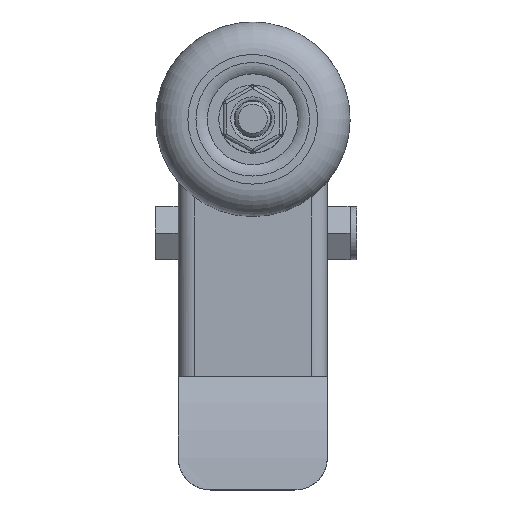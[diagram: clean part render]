
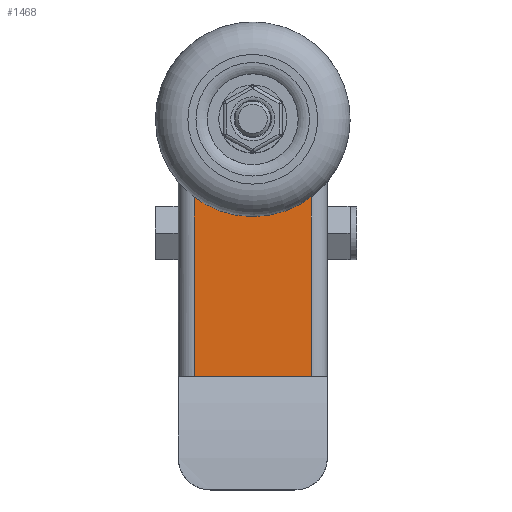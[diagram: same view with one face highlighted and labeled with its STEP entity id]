
A CAD part, top view. The second image highlights one B-rep face of the part: STEP entity #1468.
In plain terms, the highlighted planar face has unit normal (0, 0, 1).
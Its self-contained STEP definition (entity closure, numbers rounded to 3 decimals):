
#1355=CARTESIAN_POINT('',(18.,-79.261,-4.));
#1356=VERTEX_POINT('',#1355);
#1364=CARTESIAN_POINT('',(-18.,-79.261,-4.));
#1365=VERTEX_POINT('',#1364);
#1366=CARTESIAN_POINT('',(-18.,-79.261,-4.));
#1367=DIRECTION('',(1.0,0.0,0.0));
#1368=VECTOR('',#1367,36.);
#1369=LINE('',#1366,#1368);
#1370=EDGE_CURVE('',#1365,#1356,#1369,.T.);
#1437=CARTESIAN_POINT('',(0.0,-15.,-4.));
#1438=DIRECTION('',(0.0,0.0,1.0));
#1439=DIRECTION('',(0.0,-1.0,0.0));
#1440=AXIS2_PLACEMENT_3D('',#1437,#1438,#1439);
#1441=PLANE('',#1440);
#1442=CARTESIAN_POINT('',(18.,-21.448,-4.));
#1443=VERTEX_POINT('',#1442);
#1444=CARTESIAN_POINT('',(18.,-21.448,-4.));
#1445=DIRECTION('',(0.0,-1.0,0.0));
#1446=VECTOR('',#1445,57.814);
#1447=LINE('',#1444,#1446);
#1448=EDGE_CURVE('',#1443,#1356,#1447,.T.);
#1449=ORIENTED_EDGE('',*,*,#1448,.F.);
#1450=CARTESIAN_POINT('',(-18.,-21.448,-4.));
#1451=VERTEX_POINT('',#1450);
#1452=CARTESIAN_POINT('',(0.0,0.,-4.));
#1453=DIRECTION('',(0.0,0.0,1.0));
#1454=DIRECTION('',(1.0,0.0,0.0));
#1455=AXIS2_PLACEMENT_3D('',#1452,#1453,#1454);
#1456=CIRCLE('',#1455,28.);
#1457=EDGE_CURVE('',#1451,#1443,#1456,.T.);
#1458=ORIENTED_EDGE('',*,*,#1457,.F.);
#1459=CARTESIAN_POINT('',(-18.,-79.261,-4.));
#1460=DIRECTION('',(0.0,1.0,0.0));
#1461=VECTOR('',#1460,57.814);
#1462=LINE('',#1459,#1461);
#1463=EDGE_CURVE('',#1365,#1451,#1462,.T.);
#1464=ORIENTED_EDGE('',*,*,#1463,.F.);
#1465=ORIENTED_EDGE('',*,*,#1370,.T.);
#1466=EDGE_LOOP('',(#1449,#1458,#1464,#1465));
#1467=FACE_OUTER_BOUND('',#1466,.T.);
#1468=ADVANCED_FACE('',(#1467),#1441,.T.);
